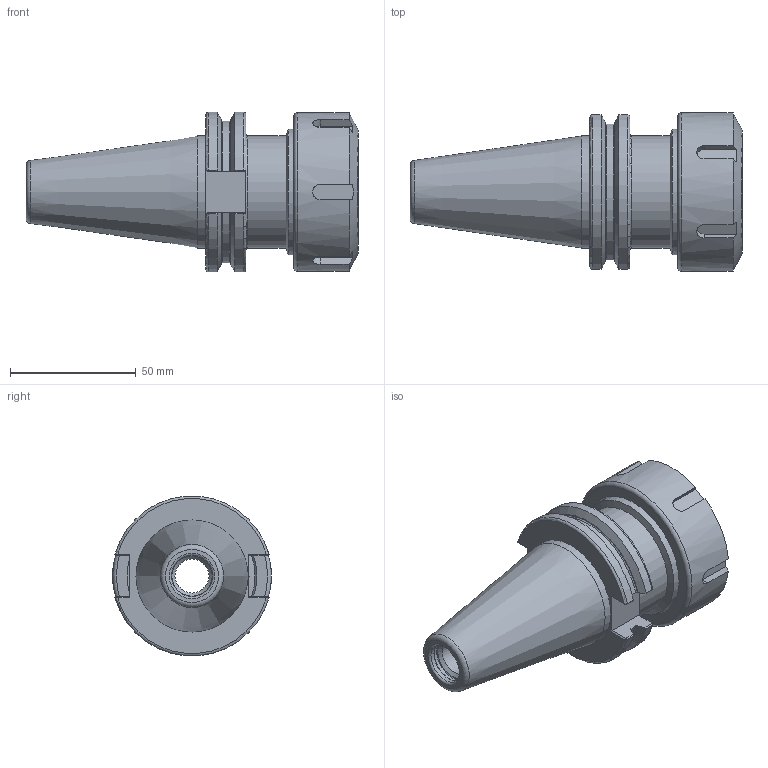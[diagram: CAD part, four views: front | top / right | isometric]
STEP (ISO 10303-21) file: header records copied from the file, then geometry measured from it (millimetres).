
FILE_DESCRIPTION(/* description */ (''),/* implementation_level */ '2;1');
FILE_NAME(/* name */ 'CAT40-ER40-0250.stp',/* time_stamp */ '2019-05-30T11:36:09-05:00',/* author */ ('ldfli'),/* organization */ ('Pioneer N.A.'),/* preprocessor_version */ 'ST-DEVELOPER v18',/* originating_system */ 'Autodesk Inventor LT',/* authorisation */ '');
FILE_SCHEMA (('AUTOMOTIVE_DESIGN { 1 0 10303 214 3 1 1 }'));
Length unit declared in the file: millimetre
Products named in the file (1): CAT40-ER40-0250
Bounding box: 131.75 x 63 x 63.31 mm (x, y, z)
Volume: 134425.7 mm3; surface area: 43257.9 mm2
Topology: 2 solids, 2 shells, 133 faces, 385 edges, 264 vertices
Faces by surface type: plane 57, cylinder 27, torus 17, bspline 16, cone 16
Full cylindrical faces by diameter (mm): 10 x1, 13.494 x1, 16.3 x1, 16.8 x1, 26.848 x1, 30.5 x1, 33.32 x1, 37.47 x1, 42 x1, 44.45 x2, 48.5 x1, 50 x1, 51.76 x1, 63 x1
Entity records: 5275 total; most frequent: CARTESIAN_POINT 1810, ORIENTED_EDGE 768, DIRECTION 680, EDGE_CURVE 384, AXIS2_PLACEMENT_3D 266, VERTEX_POINT 264, LINE 148, VECTOR 148
